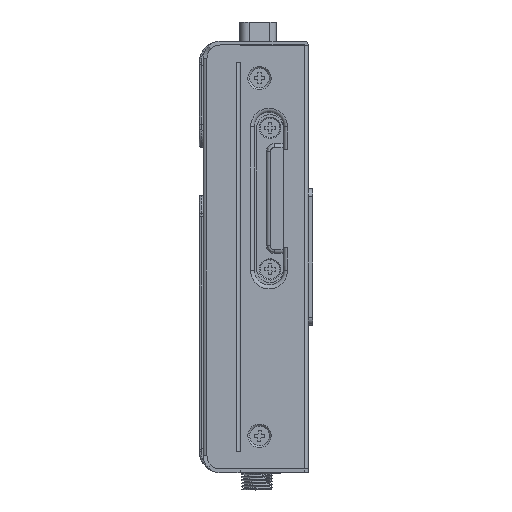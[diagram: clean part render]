
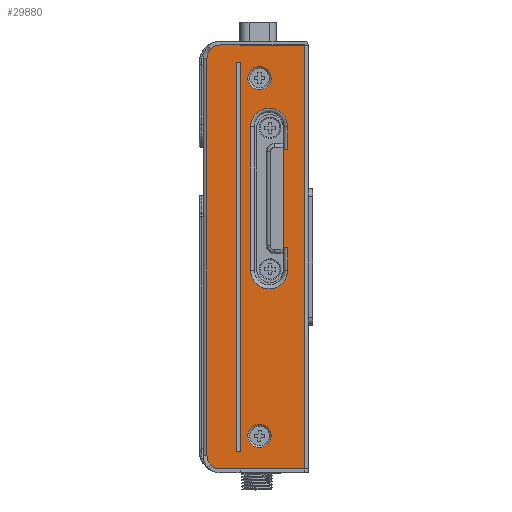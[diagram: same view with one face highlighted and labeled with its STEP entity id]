
A CAD part, left-side view. The second image highlights one B-rep face of the part: STEP entity #29880.
In plain terms, the highlighted planar face has unit normal (-1, 0, 0).
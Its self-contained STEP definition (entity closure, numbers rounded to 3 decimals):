
#4298=DIRECTION('',(0.,0.,-1.));
#4299=VECTOR('',#4298,108.9);
#4300=CARTESIAN_POINT('',(-38.5,-4.,54.4));
#4301=LINE('',#4300,#4299);
#4306=DIRECTION('',(0.,-1.,0.));
#4307=VECTOR('',#4306,21.5);
#4308=CARTESIAN_POINT('',(-38.5,17.5,-54.5));
#4309=LINE('',#4308,#4307);
#4323=CARTESIAN_POINT('',(-38.5,17.5,-51.));
#4324=DIRECTION('',(-1.,0.,0.));
#4325=DIRECTION('',(0.,1.,0.));
#4326=AXIS2_PLACEMENT_3D('',#4323,#4324,#4325);
#4328=CARTESIAN_POINT('',(-38.5,17.5,51.));
#4329=DIRECTION('',(-1.,0.,0.));
#4330=DIRECTION('',(0.,0.,1.));
#4331=AXIS2_PLACEMENT_3D('',#4328,#4329,#4330);
#4333=DIRECTION('',(0.,1.,0.));
#4334=VECTOR('',#4333,5.);
#4335=CARTESIAN_POINT('',(-38.5,12.5,54.5));
#4336=LINE('',#4335,#4334);
#4337=DIRECTION('',(0.,0.,1.));
#4338=VECTOR('',#4337,0.1);
#4339=CARTESIAN_POINT('',(-38.5,12.5,54.4));
#4340=LINE('',#4339,#4338);
#4341=CARTESIAN_POINT('',(-38.5,7.5,-46.));
#4342=DIRECTION('',(-1.,0.,0.));
#4343=DIRECTION('',(0.,-1.,0.));
#4344=AXIS2_PLACEMENT_3D('',#4341,#4342,#4343);
#4346=CARTESIAN_POINT('',(-38.5,7.5,-46.));
#4347=DIRECTION('',(-1.,0.,0.));
#4348=DIRECTION('',(0.,1.,0.));
#4349=AXIS2_PLACEMENT_3D('',#4346,#4347,#4348);
#4351=CARTESIAN_POINT('',(-38.5,7.5,46.));
#4352=DIRECTION('',(-1.,0.,0.));
#4353=DIRECTION('',(0.,-1.,0.));
#4354=AXIS2_PLACEMENT_3D('',#4351,#4352,#4353);
#4356=CARTESIAN_POINT('',(-38.5,7.5,46.));
#4357=DIRECTION('',(-1.,0.,0.));
#4358=DIRECTION('',(0.,1.,0.));
#4359=AXIS2_PLACEMENT_3D('',#4356,#4357,#4358);
#4361=DIRECTION('',(0.,0.,-1.));
#4362=VECTOR('',#4361,23.2);
#4363=CARTESIAN_POINT('',(-38.5,1.3,26.6));
#4364=LINE('',#4363,#4362);
#4365=DIRECTION('',(0.,0.,-1.));
#4366=VECTOR('',#4365,1.);
#4367=CARTESIAN_POINT('',(-38.5,1.3,27.6));
#4368=LINE('',#4367,#4366);
#4369=DIRECTION('',(0.,1.,0.));
#4370=VECTOR('',#4369,1.);
#4371=CARTESIAN_POINT('',(-38.5,0.3,27.6));
#4372=LINE('',#4371,#4370);
#4373=CARTESIAN_POINT('',(-38.5,5.05,33.45));
#4374=DIRECTION('',(-1.,0.,0.));
#4375=DIRECTION('',(0.,-1.,0.));
#4376=AXIS2_PLACEMENT_3D('',#4373,#4374,#4375);
#4378=CARTESIAN_POINT('',(-38.5,5.05,-3.45));
#4379=DIRECTION('',(-1.,0.,0.));
#4380=DIRECTION('',(0.,1.,0.));
#4381=AXIS2_PLACEMENT_3D('',#4378,#4379,#4380);
#4383=DIRECTION('',(0.,-1.,0.));
#4384=VECTOR('',#4383,1.);
#4385=CARTESIAN_POINT('',(-38.5,1.3,2.4));
#4386=LINE('',#4385,#4384);
#4387=DIRECTION('',(0.,0.,-1.));
#4388=VECTOR('',#4387,1.);
#4389=CARTESIAN_POINT('',(-38.5,1.3,3.4));
#4390=LINE('',#4389,#4388);
#4391=DIRECTION('',(0.,-1.,0.));
#4392=VECTOR('',#4391,1.);
#4393=CARTESIAN_POINT('',(-38.5,13.5,50.));
#4394=LINE('',#4393,#4392);
#4395=DIRECTION('',(0.,1.,0.));
#4396=VECTOR('',#4395,1.);
#4397=CARTESIAN_POINT('',(-38.5,12.5,-50.));
#4398=LINE('',#4397,#4396);
#4499=DIRECTION('',(0.,0.,1.));
#4500=VECTOR('',#4499,100.);
#4501=CARTESIAN_POINT('',(-38.5,12.5,-50.));
#4502=LINE('',#4501,#4500);
#4695=DIRECTION('',(0.,0.,-1.));
#4696=VECTOR('',#4695,100.);
#4697=CARTESIAN_POINT('',(-38.5,13.5,50.));
#4698=LINE('',#4697,#4696);
#6589=DIRECTION('',(0.,0.,1.));
#6590=VECTOR('',#6589,5.85);
#6591=CARTESIAN_POINT('',(-38.5,0.3,
-3.45));
#6592=LINE('',#6591,#6590);
#6603=DIRECTION('',(0.,0.,-1.));
#6604=VECTOR('',#6603,36.9);
#6605=CARTESIAN_POINT('',(-38.5,9.8,33.45));
#6606=LINE('',#6605,#6604);
#6621=DIRECTION('',(0.,0.,1.));
#6622=VECTOR('',#6621,5.85);
#6623=CARTESIAN_POINT('',(-38.5,0.3,27.6));
#6624=LINE('',#6623,#6622);
#6646=DIRECTION('',(0.,-1.,0.));
#6647=VECTOR('',#6646,16.5);
#6648=CARTESIAN_POINT('',(-38.5,12.5,54.4));
#6649=LINE('',#6648,#6647);
#10202=DIRECTION('',(0.,0.,1.));
#10203=VECTOR('',#10202,102.);
#10204=CARTESIAN_POINT('',(-38.5,21.,-51.));
#10205=LINE('',#10204,#10203);
#20172=CARTESIAN_POINT('',(-38.5,-4.,54.4));
#20173=VERTEX_POINT('',#20172);
#20192=CARTESIAN_POINT('',(-38.5,4.5,
-46.));
#20194=VERTEX_POINT('',#20192);
#20208=CARTESIAN_POINT('',(-38.5,-4.,-54.5));
#20209=VERTEX_POINT('',#20208);
#20211=CARTESIAN_POINT('',(-38.5,10.5,
-46.));
#20213=VERTEX_POINT('',#20211);
#20234=CARTESIAN_POINT('',(-38.5,4.5,
46.));
#20236=VERTEX_POINT('',#20234);
#20279=CARTESIAN_POINT('',(-38.5,10.5,
46.));
#20281=VERTEX_POINT('',#20279);
#20322=CARTESIAN_POINT('',(-38.5,1.3,27.6));
#20323=VERTEX_POINT('',#20322);
#20348=CARTESIAN_POINT('',(-38.5,1.3,26.6));
#20349=CARTESIAN_POINT('',(-38.5,1.3,3.4));
#20350=VERTEX_POINT('',#20348);
#20351=VERTEX_POINT('',#20349);
#20392=CARTESIAN_POINT('',(-38.5,1.3,2.4));
#20393=VERTEX_POINT('',#20392);
#20398=CARTESIAN_POINT('',(-38.5,0.3,27.6));
#20399=VERTEX_POINT('',#20398);
#20430=CARTESIAN_POINT('',(-38.5,0.3,2.4));
#20431=VERTEX_POINT('',#20430);
#20466=CARTESIAN_POINT('',(-38.5,0.3,
-3.45));
#20467=VERTEX_POINT('',#20466);
#20468=CARTESIAN_POINT('',(-38.5,0.3,
33.45));
#20469=VERTEX_POINT('',#20468);
#20560=CARTESIAN_POINT('',(-38.5,9.8,33.45));
#20562=VERTEX_POINT('',#20560);
#20596=CARTESIAN_POINT('',(-38.5,9.8,
-3.45));
#20597=VERTEX_POINT('',#20596);
#21050=CARTESIAN_POINT('',(-38.5,21.,51.));
#21051=VERTEX_POINT('',#21050);
#21070=CARTESIAN_POINT('',(-38.5,21.,-51.));
#21071=VERTEX_POINT('',#21070);
#21109=CARTESIAN_POINT('',(-38.5,17.5,-54.5));
#21110=VERTEX_POINT('',#21109);
#21111=CARTESIAN_POINT('',(-38.5,17.5,54.5));
#21112=VERTEX_POINT('',#21111);
#21137=CARTESIAN_POINT('',(-38.5,13.5,50.));
#21139=VERTEX_POINT('',#21137);
#21141=CARTESIAN_POINT('',(-38.5,13.5,-50.));
#21142=VERTEX_POINT('',#21141);
#21143=CARTESIAN_POINT('',(-38.5,12.5,54.5));
#21144=VERTEX_POINT('',#21143);
#23474=CARTESIAN_POINT('',(-38.5,12.5,54.4));
#23476=VERTEX_POINT('',#23474);
#23478=CARTESIAN_POINT('',(-38.5,12.5,50.));
#23480=VERTEX_POINT('',#23478);
#23482=CARTESIAN_POINT('',(-38.5,12.5,-50.));
#23484=VERTEX_POINT('',#23482);
#29815=CARTESIAN_POINT('',(-38.5,-5.,28.364));
#29816=DIRECTION('',(1.,0.,0.));
#29817=DIRECTION('',(0.,0.,-1.));
#29818=AXIS2_PLACEMENT_3D('',#29815,#29816,#29817);
#29819=PLANE('',#29818);
#29820=ORIENTED_EDGE('',*,*,#29800,.F.);
#29822=ORIENTED_EDGE('',*,*,#29821,.F.);
#29824=ORIENTED_EDGE('',*,*,#29823,.T.);
#29826=ORIENTED_EDGE('',*,*,#29825,.F.);
#29828=ORIENTED_EDGE('',*,*,#29827,.F.);
#29830=ORIENTED_EDGE('',*,*,#29829,.F.);
#29832=ORIENTED_EDGE('',*,*,#29831,.T.);
#29833=ORIENTED_EDGE('',*,*,#29787,.T.);
#29834=EDGE_LOOP('',(#29820,#29822,#29824,#29826,#29828,#29830,#29832,#29833));
#29835=FACE_OUTER_BOUND('',#29834,.F.);
#29837=ORIENTED_EDGE('',*,*,#29836,.T.);
#29839=ORIENTED_EDGE('',*,*,#29838,.T.);
#29840=EDGE_LOOP('',(#29837,#29839));
#29841=FACE_BOUND('',#29840,.F.);
#29843=ORIENTED_EDGE('',*,*,#29842,.T.);
#29845=ORIENTED_EDGE('',*,*,#29844,.T.);
#29846=EDGE_LOOP('',(#29843,#29845));
#29847=FACE_BOUND('',#29846,.F.);
#29849=ORIENTED_EDGE('',*,*,#29848,.F.);
#29851=ORIENTED_EDGE('',*,*,#29850,.F.);
#29853=ORIENTED_EDGE('',*,*,#29852,.F.);
#29855=ORIENTED_EDGE('',*,*,#29854,.T.);
#29857=ORIENTED_EDGE('',*,*,#29856,.T.);
#29859=ORIENTED_EDGE('',*,*,#29858,.T.);
#29861=ORIENTED_EDGE('',*,*,#29860,.T.);
#29863=ORIENTED_EDGE('',*,*,#29862,.T.);
#29865=ORIENTED_EDGE('',*,*,#29864,.F.);
#29867=ORIENTED_EDGE('',*,*,#29866,.F.);
#29868=EDGE_LOOP('',(#29849,#29851,#29853,#29855,#29857,#29859,#29861,#29863,
#29865,#29867));
#29869=FACE_BOUND('',#29868,.F.);
#29871=ORIENTED_EDGE('',*,*,#29870,.T.);
#29873=ORIENTED_EDGE('',*,*,#29872,.F.);
#29875=ORIENTED_EDGE('',*,*,#29874,.T.);
#29877=ORIENTED_EDGE('',*,*,#29876,.F.);
#29878=EDGE_LOOP('',(#29871,#29873,#29875,#29877));
#29879=FACE_BOUND('',#29878,.F.);
#29880=ADVANCED_FACE('',(#29835,#29841,#29847,#29869,#29879),#29819,.F.);
#4327=CIRCLE('',#4326,3.5);
#4332=CIRCLE('',#4331,3.5);
#4345=CIRCLE('',#4344,3.);
#4350=CIRCLE('',#4349,3.);
#4355=CIRCLE('',#4354,3.);
#4360=CIRCLE('',#4359,3.);
#4377=CIRCLE('',#4376,4.75);
#4382=CIRCLE('',#4381,4.75);
#29787=EDGE_CURVE('',#20173,#20209,#4301,.T.);
#29800=EDGE_CURVE('',#21110,#20209,#4309,.T.);
#29821=EDGE_CURVE('',#21071,#21110,#4327,.T.);
#29823=EDGE_CURVE('',#21071,#21051,#10205,.T.);
#29825=EDGE_CURVE('',#21112,#21051,#4332,.T.);
#29827=EDGE_CURVE('',#21144,#21112,#4336,.T.);
#29829=EDGE_CURVE('',#23476,#21144,#4340,.T.);
#29831=EDGE_CURVE('',#23476,#20173,#6649,.T.);
#29836=EDGE_CURVE('',#20194,#20213,#4345,.T.);
#29838=EDGE_CURVE('',#20213,#20194,#4350,.T.);
#29842=EDGE_CURVE('',#20236,#20281,#4355,.T.);
#29844=EDGE_CURVE('',#20281,#20236,#4360,.T.);
#29848=EDGE_CURVE('',#20350,#20351,#4364,.T.);
#29850=EDGE_CURVE('',#20323,#20350,#4368,.T.);
#29852=EDGE_CURVE('',#20399,#20323,#4372,.T.);
#29854=EDGE_CURVE('',#20399,#20469,#6624,.T.);
#29856=EDGE_CURVE('',#20469,#20562,#4377,.T.);
#29858=EDGE_CURVE('',#20562,#20597,#6606,.T.);
#29860=EDGE_CURVE('',#20597,#20467,#4382,.T.);
#29862=EDGE_CURVE('',#20467,#20431,#6592,.T.);
#29864=EDGE_CURVE('',#20393,#20431,#4386,.T.);
#29866=EDGE_CURVE('',#20351,#20393,#4390,.T.);
#29870=EDGE_CURVE('',#23484,#23480,#4502,.T.);
#29872=EDGE_CURVE('',#21139,#23480,#4394,.T.);
#29874=EDGE_CURVE('',#21139,#21142,#4698,.T.);
#29876=EDGE_CURVE('',#23484,#21142,#4398,.T.);
